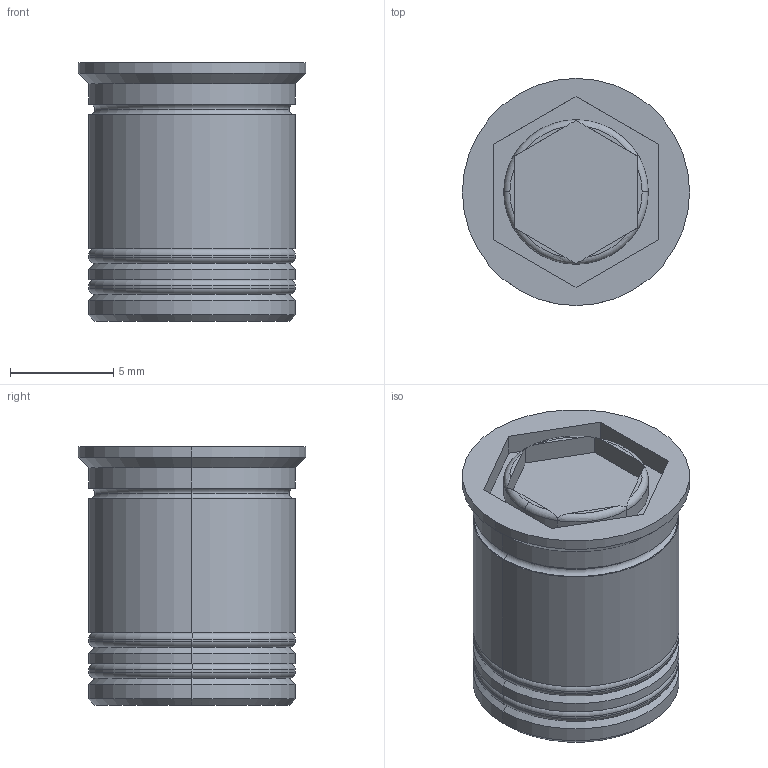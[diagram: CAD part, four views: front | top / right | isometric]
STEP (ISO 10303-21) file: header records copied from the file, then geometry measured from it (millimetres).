
FILE_DESCRIPTION (( 'STEP AP203' ), '1' );
FILE_NAME ('8f9f.STEP', '2024-03-18T16:35:55', ( '' ), ( '' ), 'SwSTEP 2.0', 'SolidWorks 2019', '' );
FILE_SCHEMA (( 'CONFIG_CONTROL_DESIGN' ));
Length unit declared in the file: millimetre
Products named in the file (1): 8f9f
Bounding box: 11 x 11 x 12.5 mm (x, y, z)
Volume: 1032.4 mm3; surface area: 1012.6 mm2
Topology: 3 solids, 3 shells, 72 faces, 154 edges, 94 vertices
Faces by surface type: plane 30, cylinder 20, torus 14, cone 8
Entity records: 2081 total; most frequent: CARTESIAN_POINT 405, DIRECTION 366, ORIENTED_EDGE 308, EDGE_CURVE 154, AXIS2_PLACEMENT_3D 151, VERTEX_POINT 94, EDGE_LOOP 78, CIRCLE 78
